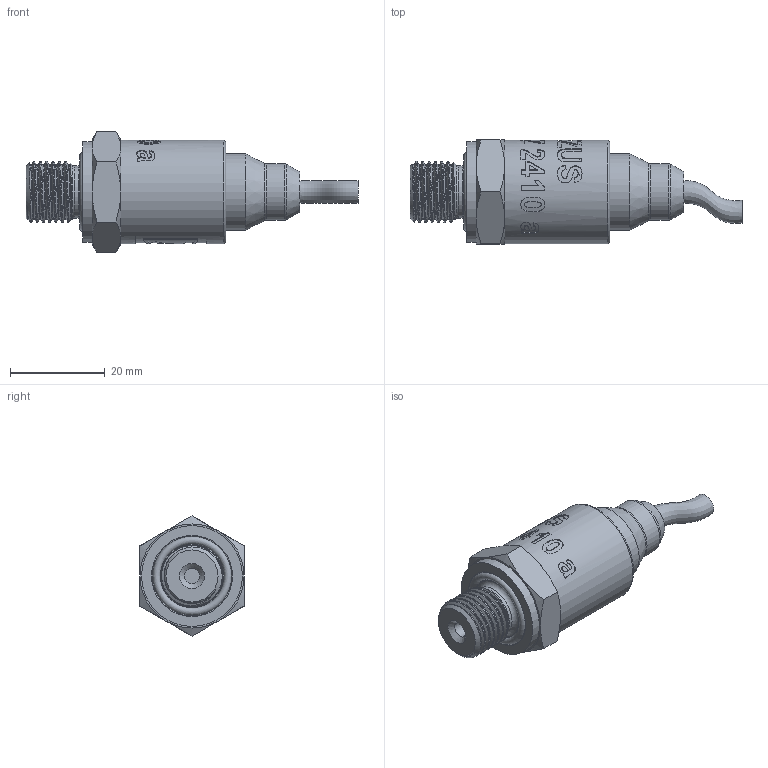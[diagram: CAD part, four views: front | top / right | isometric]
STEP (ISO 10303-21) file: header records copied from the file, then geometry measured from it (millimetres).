
FILE_DESCRIPTION(/* description */ (''),/* implementation_level */ '2;1');
FILE_NAME(/* name */ 'APZ2410a_G1''4DIN_Cab.step',/* time_stamp */ '2021-07-15T12:08:09+03:00',/* author */ (''),/* organization */ (''),/* preprocessor_version */ 'ST-DEVELOPER v18.1',/* originating_system */ 'Autodesk Translation Framework v10.9.0.1377',/* authorisation */ '');
FILE_SCHEMA (('AUTOMOTIVE_DESIGN { 1 0 10303 214 3 1 1 }'));
Length unit declared in the file: millimetre
Products named in the file (3): АПЗ 2410 a - filled (not 100% correct
); G1/4 DIN; #19759
Assembly tree (2 placements, depth 2):
  АПЗ 2410 a - filled (not 100% correct
)
    G1/4 DIN
    #19759
Bounding box: 70.17 x 22 x 25.4 mm (x, y, z)
Volume: 15044.3 mm3; surface area: 6861.2 mm2
Topology: 4 solids, 4 shells, 368 faces, 962 edges, 635 vertices
Faces by surface type: bspline 253, cylinder 47, plane 38, cone 18, torus 12
Full cylindrical faces by diameter (mm): 3.3 x1, 4.8 x2, 7.2 x1, 11 x1, 11.445 x6, 12 x1, 13.5 x2, 16.2 x1, 16.7 x1, 17.8 x1, 19 x1, 21.2 x2, 21.3 x1, 21.8 x1
Entity records: 19753 total; most frequent: CARTESIAN_POINT 12365, ORIENTED_EDGE 1924, EDGE_CURVE 962, DIRECTION 751, VERTEX_POINT 635, B_SPLINE_CURVE_WITH_KNOTS 527, EDGE_LOOP 405, FACE_OUTER_BOUND 368
